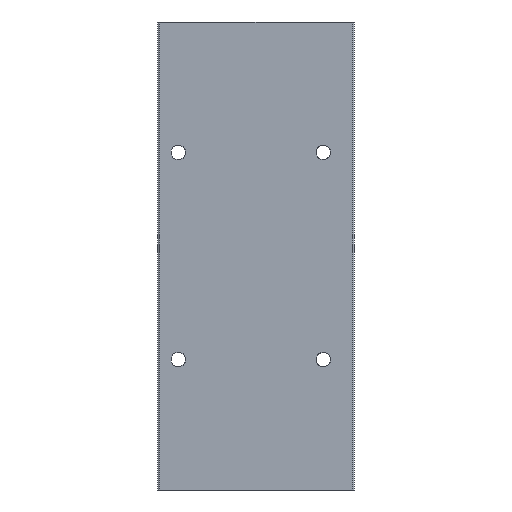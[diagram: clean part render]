
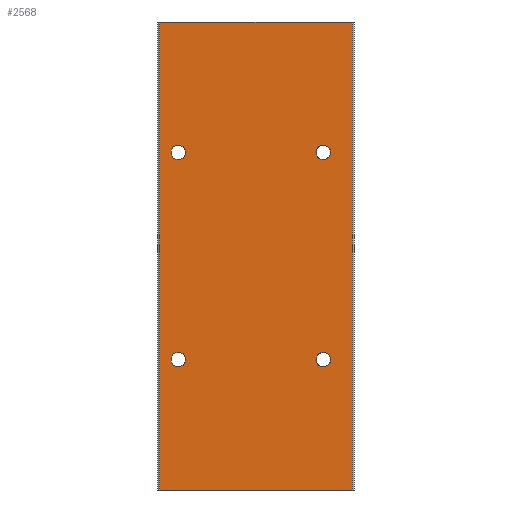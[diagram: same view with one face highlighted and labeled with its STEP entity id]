
A CAD part, front view. The second image highlights one B-rep face of the part: STEP entity #2568.
In plain terms, the highlighted planar face has unit normal (0, -1, 0).
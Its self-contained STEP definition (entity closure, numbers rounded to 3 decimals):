
#251 = LINE ( 'NONE', #6941, #9641 ) ;
#321 = DIRECTION ( 'NONE',  ( 1., 0., 0. ) ) ;
#481 = EDGE_CURVE ( 'NONE', #13356, #14165, #4040, .T. ) ;
#713 = CARTESIAN_POINT ( 'NONE',  ( 35., -30., -59.5 ) ) ;
#897 = CARTESIAN_POINT ( 'NONE',  ( 35., -30., -159.5 ) ) ;
#957 = CARTESIAN_POINT ( 'NONE',  ( -44., -30., 0. ) ) ;
#1180 = CARTESIAN_POINT ( 'NONE',  ( -35., -30., -159.5 ) ) ;
#1286 = CARTESIAN_POINT ( 'NONE',  ( -35., -30., -63. ) ) ;
#1742 = VERTEX_POINT ( 'NONE', #957 ) ;
#2568 = ADVANCED_FACE ( 'NONE', ( #12288, #4427, #5382, #5241, #10896 ), #13377, .T. ) ;
#3096 = DIRECTION ( 'NONE',  ( 0., 0., -1. ) ) ;
#3379 = CARTESIAN_POINT ( 'NONE',  ( -44., -30., -226. ) ) ;
#3444 = DIRECTION ( 'NONE',  ( 0., 0., 1. ) ) ;
#3622 = EDGE_LOOP ( 'NONE', ( #3927, #11685, #7345, #6243 ) ) ;
#3927 = ORIENTED_EDGE ( 'NONE', *, *, #481, .T. ) ;
#4040 = LINE ( 'NONE', #9837, #4742 ) ;
#4088 = CARTESIAN_POINT ( 'NONE',  ( -35., -30., -163. ) ) ;
#4224 = EDGE_CURVE ( 'NONE', #14165, #5930, #8976, .T. ) ;
#4427 = FACE_BOUND ( 'NONE', #7718, .T. ) ;
#4742 = VECTOR ( 'NONE', #12999, 1000. ) ;
#4763 = AXIS2_PLACEMENT_3D ( 'NONE', #13085, #9791, #3096 ) ;
#4766 = EDGE_CURVE ( 'NONE', #10960, #10960, #8310, .T. ) ;
#5014 = CARTESIAN_POINT ( 'NONE',  ( 35., -30., -163. ) ) ;
#5080 = DIRECTION ( 'NONE',  ( 0., 0., 1. ) ) ;
#5241 = FACE_BOUND ( 'NONE', #11888, .T. ) ;
#5382 = FACE_BOUND ( 'NONE', #12126, .T. ) ;
#5423 = ORIENTED_EDGE ( 'NONE', *, *, #13042, .T. ) ;
#5662 = CARTESIAN_POINT ( 'NONE',  ( 49., -30., -226. ) ) ;
#5930 = VERTEX_POINT ( 'NONE', #11784 ) ;
#6140 = CARTESIAN_POINT ( 'NONE',  ( 35., -30., -63. ) ) ;
#6243 = ORIENTED_EDGE ( 'NONE', *, *, #13015, .T. ) ;
#6515 = LINE ( 'NONE', #10187, #9649 ) ;
#6765 = EDGE_CURVE ( 'NONE', #8435, #8435, #10068, .T. ) ;
#6941 = CARTESIAN_POINT ( 'NONE',  ( -45., -30., 0. ) ) ;
#7345 = ORIENTED_EDGE ( 'NONE', *, *, #14341, .F. ) ;
#7472 = VERTEX_POINT ( 'NONE', #713 ) ;
#7718 = EDGE_LOOP ( 'NONE', ( #5423 ) ) ;
#7855 = VECTOR ( 'NONE', #3444, 1000. ) ;
#8270 = DIRECTION ( 'NONE',  ( 0., 0., 1. ) ) ;
#8310 = CIRCLE ( 'NONE', #12293, 3.5 ) ;
#8435 = VERTEX_POINT ( 'NONE', #1180 ) ;
#8976 = LINE ( 'NONE', #5662, #7855 ) ;
#9641 = VECTOR ( 'NONE', #321, 1000. ) ;
#9649 = VECTOR ( 'NONE', #13191, 1000. ) ;
#9791 = DIRECTION ( 'NONE',  ( 0., -1., 0. ) ) ;
#9837 = CARTESIAN_POINT ( 'NONE',  ( -45., -30., -226. ) ) ;
#9842 = CIRCLE ( 'NONE', #13828, 3.5 ) ;
#9879 = AXIS2_PLACEMENT_3D ( 'NONE', #1286, #13839, #8270 ) ;
#9902 = CARTESIAN_POINT ( 'NONE',  ( -35., -30., -59.5 ) ) ;
#10068 = CIRCLE ( 'NONE', #11937, 3.5 ) ;
#10187 = CARTESIAN_POINT ( 'NONE',  ( -44., -30., -226. ) ) ;
#10626 = DIRECTION ( 'NONE',  ( 0., 0., 1. ) ) ;
#10754 = DIRECTION ( 'NONE',  ( 0., 1., 0. ) ) ;
#10760 = DIRECTION ( 'NONE',  ( 0., 1., 0. ) ) ;
#10896 = FACE_OUTER_BOUND ( 'NONE', #3622, .T. ) ;
#10960 = VERTEX_POINT ( 'NONE', #897 ) ;
#11506 = EDGE_CURVE ( 'NONE', #7472, #7472, #9842, .T. ) ;
#11621 = DIRECTION ( 'NONE',  ( 0., 1., 0. ) ) ;
#11685 = ORIENTED_EDGE ( 'NONE', *, *, #4224, .T. ) ;
#11784 = CARTESIAN_POINT ( 'NONE',  ( 49., -30., 0. ) ) ;
#11792 = ORIENTED_EDGE ( 'NONE', *, *, #6765, .T. ) ;
#11888 = EDGE_LOOP ( 'NONE', ( #11997 ) ) ;
#11937 = AXIS2_PLACEMENT_3D ( 'NONE', #4088, #10760, #14281 ) ;
#11997 = ORIENTED_EDGE ( 'NONE', *, *, #11506, .T. ) ;
#12126 = EDGE_LOOP ( 'NONE', ( #14056 ) ) ;
#12288 = FACE_BOUND ( 'NONE', #13728, .T. ) ;
#12293 = AXIS2_PLACEMENT_3D ( 'NONE', #5014, #11621, #5080 ) ;
#12999 = DIRECTION ( 'NONE',  ( 1., 0., 0. ) ) ;
#13015 = EDGE_CURVE ( 'NONE', #1742, #13356, #6515, .T. ) ;
#13042 = EDGE_CURVE ( 'NONE', #13117, #13117, #13388, .T. ) ;
#13085 = CARTESIAN_POINT ( 'NONE',  ( -45., -30., -226. ) ) ;
#13117 = VERTEX_POINT ( 'NONE', #9902 ) ;
#13191 = DIRECTION ( 'NONE',  ( 0., 0., -1. ) ) ;
#13356 = VERTEX_POINT ( 'NONE', #3379 ) ;
#13377 = PLANE ( 'NONE',  #4763 ) ;
#13388 = CIRCLE ( 'NONE', #9879, 3.5 ) ;
#13463 = CARTESIAN_POINT ( 'NONE',  ( 49., -30., -226. ) ) ;
#13728 = EDGE_LOOP ( 'NONE', ( #11792 ) ) ;
#13828 = AXIS2_PLACEMENT_3D ( 'NONE', #6140, #10754, #10626 ) ;
#13839 = DIRECTION ( 'NONE',  ( 0., 1., 0. ) ) ;
#14056 = ORIENTED_EDGE ( 'NONE', *, *, #4766, .T. ) ;
#14165 = VERTEX_POINT ( 'NONE', #13463 ) ;
#14281 = DIRECTION ( 'NONE',  ( 0., 0., 1. ) ) ;
#14341 = EDGE_CURVE ( 'NONE', #1742, #5930, #251, .T. ) ;
